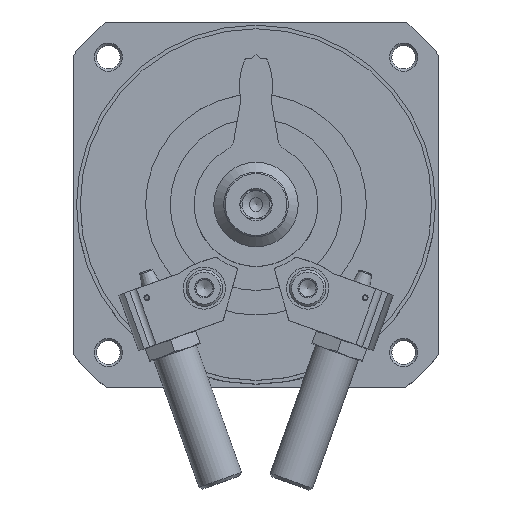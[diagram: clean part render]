
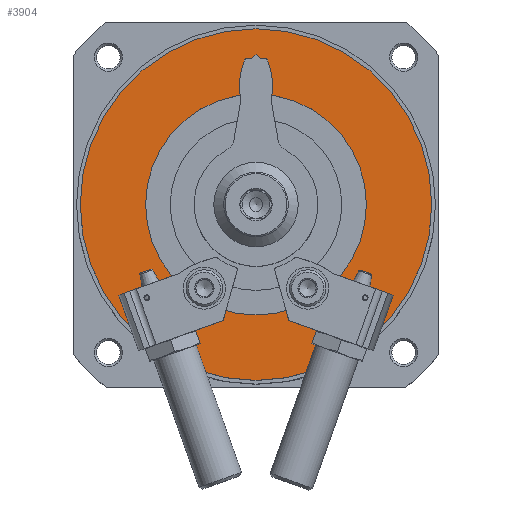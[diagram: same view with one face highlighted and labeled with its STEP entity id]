
A CAD part, top view. The second image highlights one B-rep face of the part: STEP entity #3904.
In plain terms, the highlighted face is planar.
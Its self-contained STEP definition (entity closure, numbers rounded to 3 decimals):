
#170=PLANE('',#4524);
#831=ORIENTED_EDGE('',*,*,#1805,.F.);
#832=ORIENTED_EDGE('',*,*,#1806,.T.);
#1805=EDGE_CURVE('',#2302,#2302,#2678,.T.);
#1806=EDGE_CURVE('',#2303,#2303,#2679,.T.);
#2302=VERTEX_POINT('',#6491);
#2303=VERTEX_POINT('',#6493);
#2678=CIRCLE('',#4525,62.5);
#2679=CIRCLE('',#4526,39.25);
#2951=EDGE_LOOP('',(#831));
#2952=EDGE_LOOP('',(#832));
#3390=FACE_BOUND('',#2951,.T.);
#3391=FACE_BOUND('',#2952,.T.);
#3904=ADVANCED_FACE('',(#3390,#3391),#170,.F.);
#4524=AXIS2_PLACEMENT_3D('',#6489,#5150,#5151);
#4525=AXIS2_PLACEMENT_3D('',#6490,#5152,#5153);
#4526=AXIS2_PLACEMENT_3D('',#6492,#5154,#5155);
#5150=DIRECTION('',(1.,0.,0.));
#5151=DIRECTION('',(0.,0.,-1.));
#5152=DIRECTION('',(1.,0.,0.));
#5153=DIRECTION('',(0.,0.,-1.));
#5154=DIRECTION('',(1.,0.,0.));
#5155=DIRECTION('',(0.,0.,-1.));
#6489=CARTESIAN_POINT('',(-69.,0.,0.));
#6490=CARTESIAN_POINT('',(-69.,0.,0.));
#6491=CARTESIAN_POINT('',(-69.,0.,-62.5));
#6492=CARTESIAN_POINT('',(-69.,0.,0.));
#6493=CARTESIAN_POINT('',(-69.,0.,-39.25));
